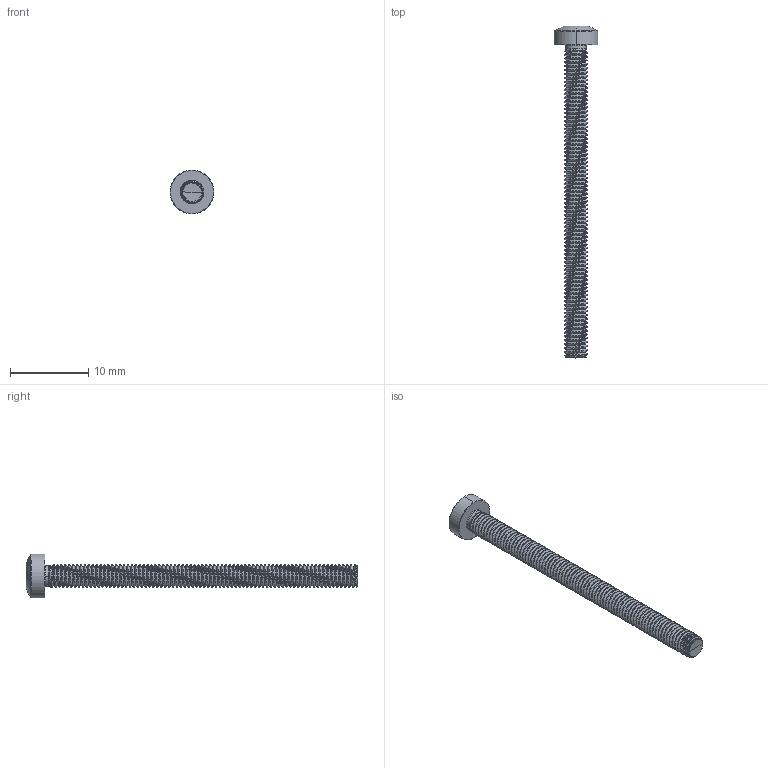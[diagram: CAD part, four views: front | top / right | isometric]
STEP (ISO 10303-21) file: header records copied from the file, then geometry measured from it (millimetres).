
FILE_DESCRIPTION (( 'STEP AP203' ), '1' );
FILE_NAME ('STM390300400.STEP', '2020-12-23T15:10:12', ( '' ), ( '' ), 'SwSTEP 2.0', 'SolidWorks 2015', '' );
FILE_SCHEMA (( 'CONFIG_CONTROL_DESIGN' ));
Length unit declared in the file: millimetre
Products named in the file (2): STM390300400
Bounding box: 5.6 x 42.4 x 5.6 mm (x, y, z)
Volume: 273.3 mm3; surface area: 656.6 mm2
Topology: 1 solids, 1 shells, 229 faces, 647 edges, 420 vertices
Faces by surface type: cylinder 179, bspline 18, torus 13, cone 12, sphere 4, plane 3
Entity records: 40322 total; most frequent: CARTESIAN_POINT 35368, ORIENTED_EDGE 1290, DIRECTION 742, EDGE_CURVE 645, VERTEX_POINT 420, AXIS2_PLACEMENT_3D 277, EDGE_LOOP 231, ADVANCED_FACE 229
